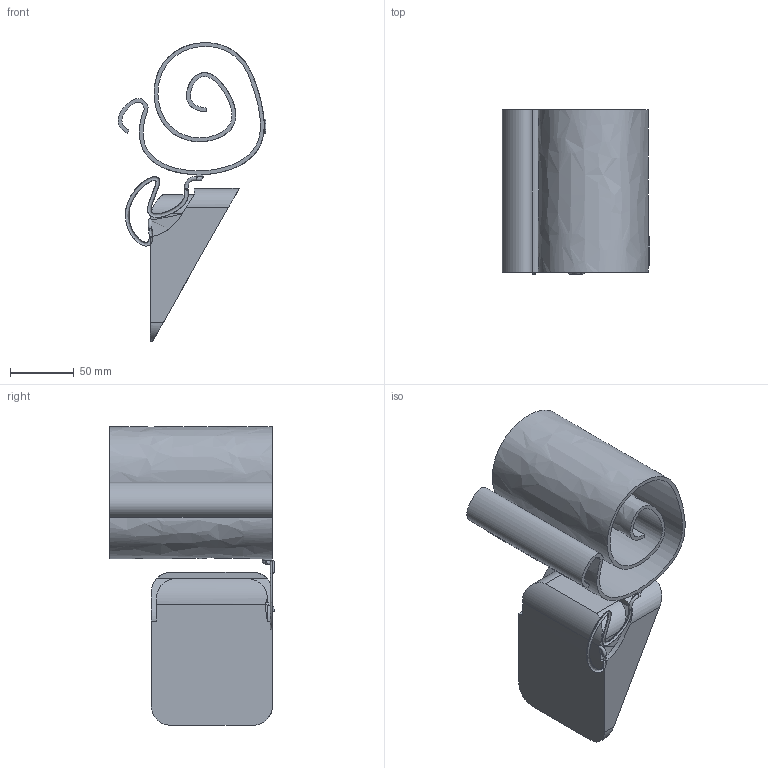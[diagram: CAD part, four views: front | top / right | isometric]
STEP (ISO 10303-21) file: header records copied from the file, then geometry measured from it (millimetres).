
FILE_DESCRIPTION (( 'STEP AP214' ), '1' );
FILE_NAME ('User Library-OMRON.STEP', '2018-11-14T14:40:21', ( '' ), ( '' ), 'SwSTEP 2.0', 'SolidWorks 2018', '' );
FILE_SCHEMA (( 'AUTOMOTIVE_DESIGN' ));
Length unit declared in the file: millimetre
Products named in the file (1): User Library-OMRON
Bounding box: 116.06 x 129.27 x 234.49 mm (x, y, z)
Surface area: 175930.6 mm2 (no closed solid volume)
Topology: 0 solids, 2 shells, 196 faces, 521 edges, 337 vertices
Faces by surface type: plane 98, cylinder 51, bspline 47
Entity records: 14116 total; most frequent: CARTESIAN_POINT 9845, ORIENTED_EDGE 1017, DIRECTION 630, EDGE_CURVE 511, VERTEX_POINT 338, LINE 284, VECTOR 284, EDGE_LOOP 214
